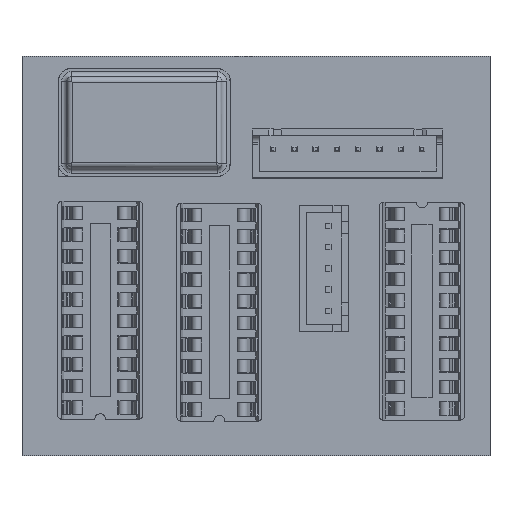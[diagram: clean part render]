
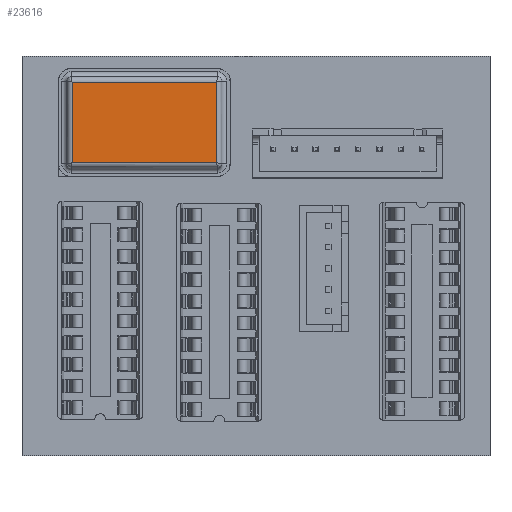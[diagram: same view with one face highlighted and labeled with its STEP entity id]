
A CAD part, top view. The second image highlights one B-rep face of the part: STEP entity #23616.
In plain terms, the highlighted face is planar.
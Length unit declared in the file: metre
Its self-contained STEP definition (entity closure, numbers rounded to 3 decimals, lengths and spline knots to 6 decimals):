
#480=LINE('',#34866,#3140);
#481=LINE('',#34955,#3141);
#484=LINE('',#34968,#3144);
#486=LINE('',#35049,#3146);
#3140=VECTOR('',#27961,1.);
#3141=VECTOR('',#27968,1.);
#3144=VECTOR('',#27973,1.);
#3146=VECTOR('',#27981,1.);
#6464=ORIENTED_EDGE('',*,*,#12985,.T.);
#6465=ORIENTED_EDGE('',*,*,#12975,.T.);
#6466=ORIENTED_EDGE('',*,*,#12981,.T.);
#6467=ORIENTED_EDGE('',*,*,#12991,.T.);
#12975=EDGE_CURVE('',#16386,#16389,#480,.T.);
#12981=EDGE_CURVE('',#16389,#16393,#481,.T.);
#12985=EDGE_CURVE('',#16394,#16386,#484,.T.);
#12991=EDGE_CURVE('',#16393,#16394,#486,.T.);
#16386=VERTEX_POINT('',#34854);
#16389=VERTEX_POINT('',#34865);
#16393=VERTEX_POINT('',#34954);
#16394=VERTEX_POINT('',#34965);
#19515=EDGE_LOOP('',(#6464,#6465,#6466,#6467));
#21082=FACE_BOUND('',#19515,.T.);
#22576=PLANE('',#25853);
#23616=ADVANCED_FACE('',(#21082),#22576,.T.);
#25853=AXIS2_PLACEMENT_3D('',#35251,#28238,#28239);
#27961=DIRECTION('',(-1.,0.,0.));
#27968=DIRECTION('',(0.,0.,1.));
#27973=DIRECTION('',(0.,0.,-1.));
#27981=DIRECTION('',(1.,0.,0.));
#28238=DIRECTION('',(0.,1.,0.));
#28239=DIRECTION('',(0.,0.,1.));
#34854=CARTESIAN_POINT('',(0.0085,0.0046,-0.00475));
#34865=CARTESIAN_POINT('',(-0.0085,0.0046,-0.00475));
#34866=CARTESIAN_POINT('',(-0.0086,0.0046,-0.00475));
#34954=CARTESIAN_POINT('',(-0.0085,0.0046,0.00475));
#34955=CARTESIAN_POINT('',(-0.0085,0.0046,0.00485));
#34965=CARTESIAN_POINT('',(0.0085,0.0046,0.00475));
#34968=CARTESIAN_POINT('',(0.0085,0.0046,-0.00485));
#35049=CARTESIAN_POINT('',(0.0086,0.0046,0.00475));
#35251=CARTESIAN_POINT('',(-0.0086,0.0046,-0.00485));
